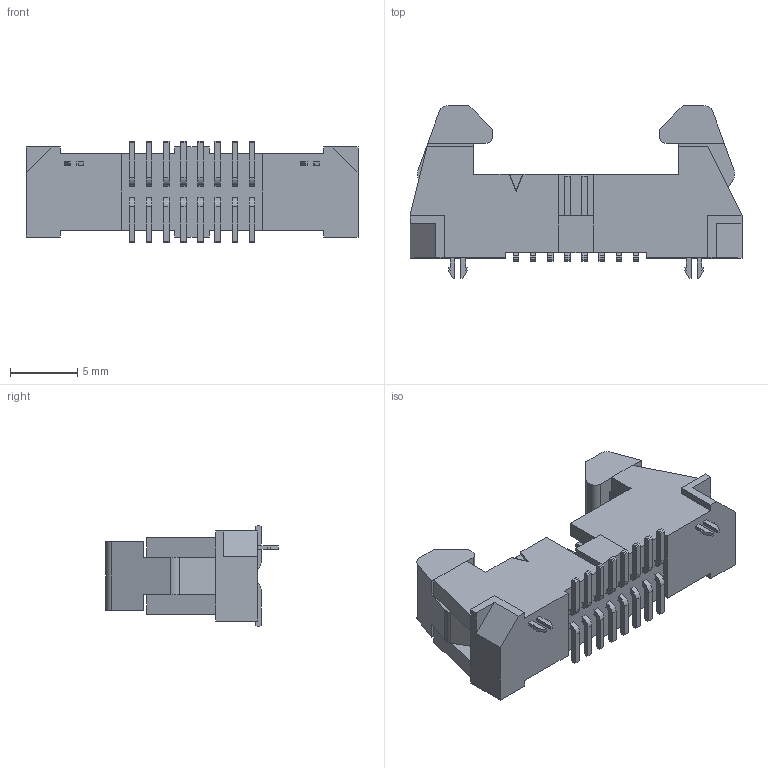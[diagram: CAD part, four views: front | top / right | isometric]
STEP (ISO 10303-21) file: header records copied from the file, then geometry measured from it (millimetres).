
FILE_DESCRIPTION( ( 'STEP AP214' ), ' ' );
FILE_NAME( 'EHF-108-01-F-D-SM-LC.stp', '2018-03-22T08:46:47', ( '' ), ( '' ), ' ', 'PARTsolutions', ' ' );
FILE_SCHEMA( ( 'AUTOMOTIVE_DESIGN { 1 0 10303 214 1 1 1 1 }' ) );
Length unit declared in the file: inch
Products named in the file (4): EHF-108-01-F-D-SM-LC; _EHF-108-01-D-LC_header; _EHF-First_Position_Indicator; _T-1S15-02-08-D-SM
Assembly tree (3 placements, depth 2):
  EHF-108-01-F-D-SM-LC
    _EHF-108-01-D-LC_header
    _EHF-First_Position_Indicator
    _T-1S15-02-08-D-SM
Bounding box: 24.64 x 12.83 x 7.52 mm (x, y, z)
Volume: 875.1 mm3; surface area: 1308.9 mm2
Topology: 3 solids, 3 shells, 395 faces, 1137 edges, 752 vertices
Faces by surface type: plane 355, cylinder 40
Entity records: 15957 total; most frequent: CARTESIAN_POINT 2288, ORIENTED_EDGE 2274, DIRECTION 2015, EDGE_CURVE 1137, LINE 1057, VECTOR 1057, VERTEX_POINT 752, AXIS2_PLACEMENT_3D 479
